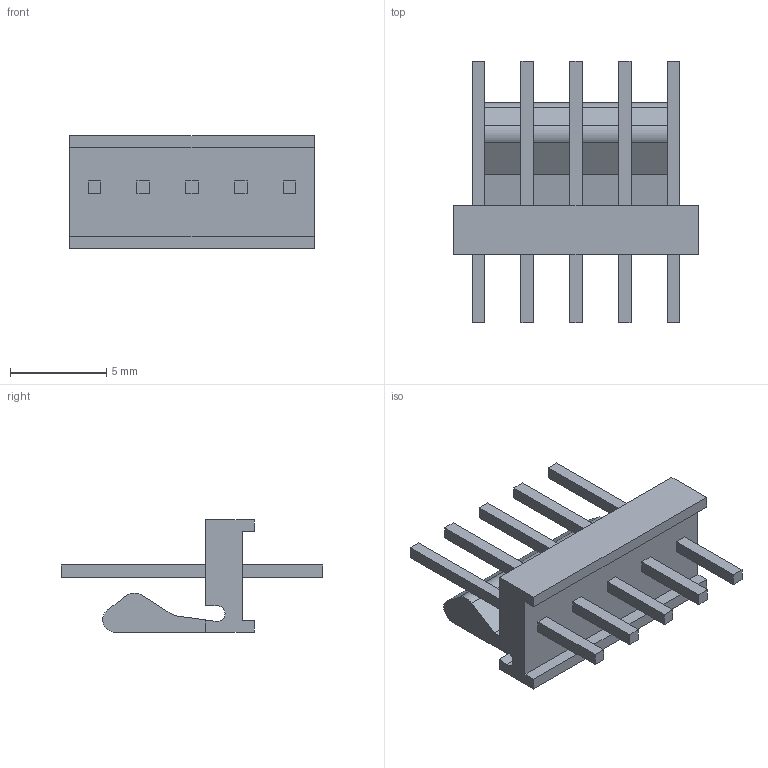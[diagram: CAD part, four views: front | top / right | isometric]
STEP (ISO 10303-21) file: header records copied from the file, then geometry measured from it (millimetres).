
FILE_DESCRIPTION((''),'2;1');
FILE_NAME('C-0640456-05-3','2007-09-02T',('workeradm'),('Tyco Electronics Corporation'),'PRO/ENGINEER BY PARAMETRIC TECHNOLOGY CORPORATION, 2005450','PRO/ENGINEER BY PARAMETRIC TECHNOLOGY CORPORATION, 2005450','');
FILE_SCHEMA(('CONFIG_CONTROL_DESIGN', 'GEOMETRIC_VALIDATION_PROPERTIES_MIM'));
Length unit declared in the file: millimetre
Products named in the file (1): C-0640456-05-3
Bounding box: 12.7 x 13.59 x 5.84 mm (x, y, z)
Volume: 235 mm3; surface area: 551.3 mm2
Topology: 1 solids, 1 shells, 71 faces, 177 edges, 118 vertices
Faces by surface type: plane 68, cylinder 3
Entity records: 2206 total; most frequent: CARTESIAN_POINT 367, ORIENTED_EDGE 354, DIRECTION 325, EDGE_CURVE 177, VECTOR 171, LINE 171, VERTEX_POINT 118, EDGE_LOOP 81
